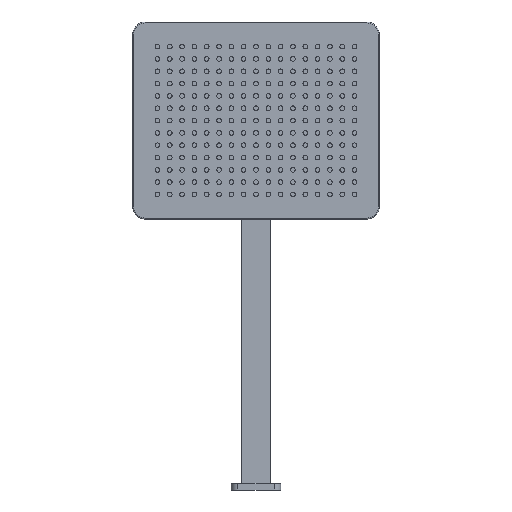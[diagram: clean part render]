
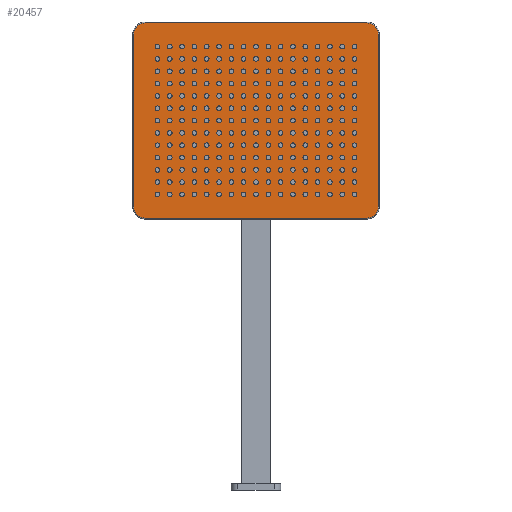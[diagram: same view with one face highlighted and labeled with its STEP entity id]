
A CAD part, front view. The second image highlights one B-rep face of the part: STEP entity #20457.
In plain terms, the highlighted face is planar.
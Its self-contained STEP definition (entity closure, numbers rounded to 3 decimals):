
#11 = LINE ( 'NONE', #16188, #18857 ) ;
#306 = ORIENTED_EDGE ( 'NONE', *, *, #5660, .T. ) ;
#416 = DIRECTION ( 'NONE',  ( 1., 0., 0. ) ) ;
#708 = VECTOR ( 'NONE', #9936, 1000. ) ;
#1541 = DIRECTION ( 'NONE',  ( 1., 0., 0. ) ) ;
#1564 = EDGE_CURVE ( 'NONE', #11804, #18134, #15388, .T. ) ;
#2005 = AXIS2_PLACEMENT_3D ( 'NONE', #23350, #12485, #1541 ) ;
#2041 = CARTESIAN_POINT ( 'NONE',  ( 135., -105., 15.5 ) ) ;
#2107 = VERTEX_POINT ( 'NONE', #10857 ) ;
#2323 = EDGE_CURVE ( 'NONE', #22932, #13238, #22167, .T. ) ;
#2402 = VERTEX_POINT ( 'NONE', #17201 ) ;
#2751 = ORIENTED_EDGE ( 'NONE', *, *, #5336, .T. ) ;
#2984 = CIRCLE ( 'NONE', #2005, 13.8 ) ;
#3846 = AXIS2_PLACEMENT_3D ( 'NONE', #5980, #18710, #7789 ) ;
#3877 = DIRECTION ( 'NONE',  ( 1., 0., 0. ) ) ;
#4830 = CARTESIAN_POINT ( 'NONE',  ( 135., 118.8, 15.5 ) ) ;
#4860 = DIRECTION ( 'NONE',  ( 0., 1., 0. ) ) ;
#5336 = EDGE_CURVE ( 'NONE', #8784, #2402, #5740, .T. ) ;
#5572 = LINE ( 'NONE', #13501, #708 ) ;
#5660 = EDGE_CURVE ( 'NONE', #18134, #2107, #10312, .T. ) ;
#5691 = ORIENTED_EDGE ( 'NONE', *, *, #16799, .T. ) ;
#5740 = CIRCLE ( 'NONE', #10943, 13.8 ) ;
#5980 = CARTESIAN_POINT ( 'NONE',  ( -135., 105., 15.5 ) ) ;
#6000 = CARTESIAN_POINT ( 'NONE',  ( -135., 118.8, 15.5 ) ) ;
#6137 = ORIENTED_EDGE ( 'NONE', *, *, #7780, .T. ) ;
#6627 = VERTEX_POINT ( 'NONE', #4830 ) ;
#7731 = DIRECTION ( 'NONE',  ( -1., 0., 0. ) ) ;
#7780 = EDGE_CURVE ( 'NONE', #13238, #8784, #11, .T. ) ;
#7789 = DIRECTION ( 'NONE',  ( 1., 0., 0. ) ) ;
#7849 = FACE_OUTER_BOUND ( 'NONE', #11977, .T. ) ;
#8784 = VERTEX_POINT ( 'NONE', #21491 ) ;
#9106 = DIRECTION ( 'NONE',  ( 0., 0., 1. ) ) ;
#9936 = DIRECTION ( 'NONE',  ( 1., 0., 0. ) ) ;
#10312 = LINE ( 'NONE', #15777, #19954 ) ;
#10792 = DIRECTION ( 'NONE',  ( 0., -1., 0. ) ) ;
#10813 = CARTESIAN_POINT ( 'NONE',  ( -148.8, 105., 15.5 ) ) ;
#10857 = CARTESIAN_POINT ( 'NONE',  ( 148.8, 105., 15.5 ) ) ;
#10943 = AXIS2_PLACEMENT_3D ( 'NONE', #19999, #9106, #21820 ) ;
#11378 = LINE ( 'NONE', #6000, #16193 ) ;
#11384 = DIRECTION ( 'NONE',  ( 0., 0., 1. ) ) ;
#11468 = ORIENTED_EDGE ( 'NONE', *, *, #2323, .T. ) ;
#11804 = VERTEX_POINT ( 'NONE', #15573 ) ;
#11977 = EDGE_LOOP ( 'NONE', ( #306, #5691, #18113, #11468, #6137, #2751, #17612, #22265 ) ) ;
#12485 = DIRECTION ( 'NONE',  ( 0., 0., 1. ) ) ;
#13238 = VERTEX_POINT ( 'NONE', #10813 ) ;
#13501 = CARTESIAN_POINT ( 'NONE',  ( 135., -118.8, 15.5 ) ) ;
#14230 = EDGE_CURVE ( 'NONE', #6627, #22932, #11378, .T. ) ;
#14778 = DIRECTION ( 'NONE',  ( 0., 0., 1. ) ) ;
#15388 = CIRCLE ( 'NONE', #17852, 13.8 ) ;
#15573 = CARTESIAN_POINT ( 'NONE',  ( 135., -118.8, 15.5 ) ) ;
#15777 = CARTESIAN_POINT ( 'NONE',  ( 148.8, 105., 15.5 ) ) ;
#16188 = CARTESIAN_POINT ( 'NONE',  ( -148.8, -105., 15.5 ) ) ;
#16193 = VECTOR ( 'NONE', #7731, 1000. ) ;
#16799 = EDGE_CURVE ( 'NONE', #2107, #6627, #2984, .T. ) ;
#17201 = CARTESIAN_POINT ( 'NONE',  ( -135., -118.8, 15.5 ) ) ;
#17612 = ORIENTED_EDGE ( 'NONE', *, *, #20632, .T. ) ;
#17852 = AXIS2_PLACEMENT_3D ( 'NONE', #2041, #14778, #3877 ) ;
#18113 = ORIENTED_EDGE ( 'NONE', *, *, #14230, .T. ) ;
#18134 = VERTEX_POINT ( 'NONE', #20225 ) ;
#18710 = DIRECTION ( 'NONE',  ( 0., 0., 1. ) ) ;
#18857 = VECTOR ( 'NONE', #10792, 1000. ) ;
#19954 = VECTOR ( 'NONE', #4860, 1000. ) ;
#19999 = CARTESIAN_POINT ( 'NONE',  ( -135., -105., 15.5 ) ) ;
#20225 = CARTESIAN_POINT ( 'NONE',  ( 148.8, -105., 15.5 ) ) ;
#20259 = CARTESIAN_POINT ( 'NONE',  ( -135., 118.8, 15.5 ) ) ;
#20418 = PLANE ( 'NONE',  #21904 ) ;
#20457 = ADVANCED_FACE ( 'NONE', ( #7849 ), #20418, .T. ) ;
#20632 = EDGE_CURVE ( 'NONE', #2402, #11804, #5572, .T. ) ;
#21491 = CARTESIAN_POINT ( 'NONE',  ( -148.8, -105., 15.5 ) ) ;
#21820 = DIRECTION ( 'NONE',  ( 1., 0., 0. ) ) ;
#21904 = AXIS2_PLACEMENT_3D ( 'NONE', #22246, #11384, #416 ) ;
#22167 = CIRCLE ( 'NONE', #3846, 13.8 ) ;
#22246 = CARTESIAN_POINT ( 'NONE',  ( -150., -120., 15.5 ) ) ;
#22265 = ORIENTED_EDGE ( 'NONE', *, *, #1564, .T. ) ;
#22932 = VERTEX_POINT ( 'NONE', #20259 ) ;
#23350 = CARTESIAN_POINT ( 'NONE',  ( 135., 105., 15.5 ) ) ;
